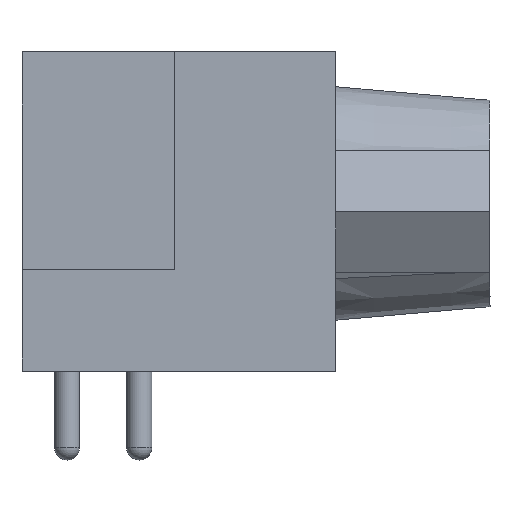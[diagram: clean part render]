
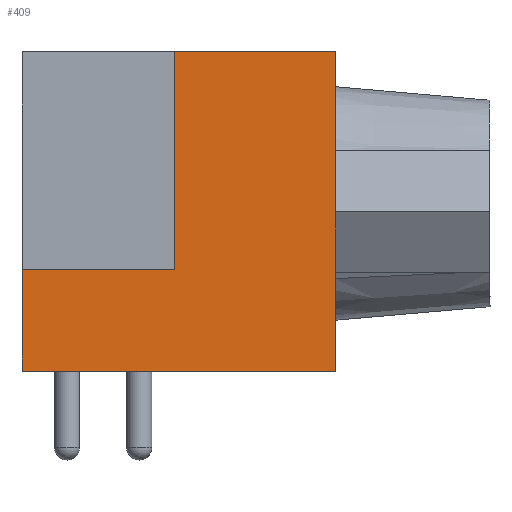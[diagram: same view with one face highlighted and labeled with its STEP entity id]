
A CAD part, left-side view. The second image highlights one B-rep face of the part: STEP entity #409.
In plain terms, the highlighted planar face has unit normal (-1, 0, 0).
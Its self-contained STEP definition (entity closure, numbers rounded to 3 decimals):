
#409=ADVANCED_FACE('',(#1325),#1327,.F.);
#1325=FACE_BOUND('',#1326,.T.);
#1326=EDGE_LOOP('',(#1903,#1904,#1905,#1906,#1907,#1908));
#1327=PLANE('',#1328);
#1328=AXIS2_PLACEMENT_3D('',#1329,#1330,#1331);
#1329=CARTESIAN_POINT('',(-21.15,-10.56,12.55));
#1330=DIRECTION('',(1.,0.,0.));
#1331=DIRECTION('',(0.,1.,0.));
#1903=ORIENTED_EDGE('',*,*,#2227,.F.);
#1904=ORIENTED_EDGE('',*,*,#2234,.T.);
#1905=ORIENTED_EDGE('',*,*,#2242,.T.);
#1906=ORIENTED_EDGE('',*,*,#2222,.T.);
#1907=ORIENTED_EDGE('',*,*,#2243,.F.);
#1908=ORIENTED_EDGE('',*,*,#2244,.F.);
#2222=EDGE_CURVE('',#2478,#2476,#2479,.T.);
#2227=EDGE_CURVE('',#2486,#2482,#2488,.T.);
#2234=EDGE_CURVE('',#2486,#2501,#2502,.T.);
#2242=EDGE_CURVE('',#2501,#2478,#2515,.T.);
#2243=EDGE_CURVE('',#2516,#2476,#2517,.T.);
#2244=EDGE_CURVE('',#2482,#2516,#2518,.T.);
#2476=VERTEX_POINT('',#3922);
#2478=VERTEX_POINT('',#3926);
#2479=LINE('',#3927,#3928);
#2482=VERTEX_POINT('',#3934);
#2486=VERTEX_POINT('',#3942);
#2488=LINE('',#3946,#3947);
#2501=VERTEX_POINT('',#3973);
#2502=LINE('',#3974,#3975);
#2515=LINE('',#4003,#4004);
#2516=VERTEX_POINT('',#4006);
#2517=LINE('',#4007,#4008);
#2518=LINE('',#4010,#4011);
#3922=CARTESIAN_POINT('',(-21.15,-10.56,0.));
#3926=CARTESIAN_POINT('',(-21.15,1.77,0.));
#3927=CARTESIAN_POINT('',(-21.15,1.77,0.));
#3928=VECTOR('',#3929,1.);
#3929=DIRECTION('',(0.,-1.,0.));
#3934=CARTESIAN_POINT('',(-21.15,-4.23,12.55));
#3942=CARTESIAN_POINT('',(-21.15,-4.23,4.));
#3946=CARTESIAN_POINT('',(-21.15,-4.23,4.));
#3947=VECTOR('',#3948,1.);
#3948=DIRECTION('',(0.,0.,1.));
#3973=CARTESIAN_POINT('',(-21.15,1.77,4.));
#3974=CARTESIAN_POINT('',(-21.15,-4.23,4.));
#3975=VECTOR('',#3976,1.);
#3976=DIRECTION('',(0.,1.,0.));
#4003=CARTESIAN_POINT('',(-21.15,1.77,4.));
#4004=VECTOR('',#4005,1.);
#4005=DIRECTION('',(0.,0.,-1.));
#4006=CARTESIAN_POINT('',(-21.15,-10.56,12.55));
#4007=CARTESIAN_POINT('',(-21.15,-10.56,12.55));
#4008=VECTOR('',#4009,1.);
#4009=DIRECTION('',(0.,0.,-1.));
#4010=CARTESIAN_POINT('',(-21.15,-4.23,12.55));
#4011=VECTOR('',#4012,1.);
#4012=DIRECTION('',(0.,-1.,0.));
